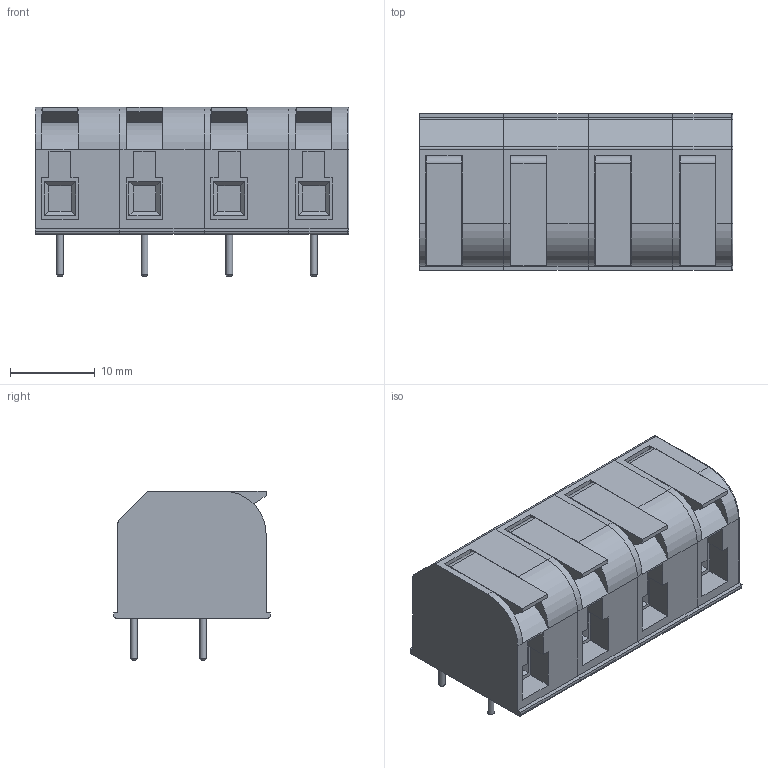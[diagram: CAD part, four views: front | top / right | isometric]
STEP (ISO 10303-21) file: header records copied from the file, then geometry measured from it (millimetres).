
FILE_DESCRIPTION(/* description */ (''),/* implementation_level */ '2;1');
FILE_NAME(/* name */ 'Con-Amphenol-QT04CDP.step',/* time_stamp */ '2026-02-28T13:26:32+01:00',/* author */ (''),/* organization */ (''),/* preprocessor_version */ 'ST-DEVELOPER v20.1',/* originating_system */ 'Autodesk Translation Framework v14.24.0.0',/* authorisation */ '');
FILE_SCHEMA (('AUTOMOTIVE_DESIGN { 1 0 10303 214 3 1 1 }'));
Length unit declared in the file: millimetre
Products named in the file (3): Con-Amphenol-QT08CDP (Assembly); Con-Amphenol-QT0xCDP-Unit; Con-Amphenol-QT0xCDP-LastUnit
Assembly tree (4 placements, depth 2):
  Con-Amphenol-QT08CDP (Assembly)
    Con-Amphenol-QT0xCDP-Unit  x3
    Con-Amphenol-QT0xCDP-LastUnit
Bounding box: 37.11 x 18.5 x 20 mm (x, y, z)
Volume: 8867.1 mm3; surface area: 5687.2 mm2
Topology: 16 solids, 16 shells, 234 faces, 536 edges, 342 vertices
Faces by surface type: plane 172, cylinder 49, cone 8, torus 3, bspline 2
Full cylindrical faces by diameter (mm): 0.8 x8
Entity records: 3553 total; most frequent: CARTESIAN_POINT 607, DIRECTION 603, ORIENTED_EDGE 564, EDGE_CURVE 282, LINE 219, VECTOR 219, AXIS2_PLACEMENT_3D 192, VERTEX_POINT 178
